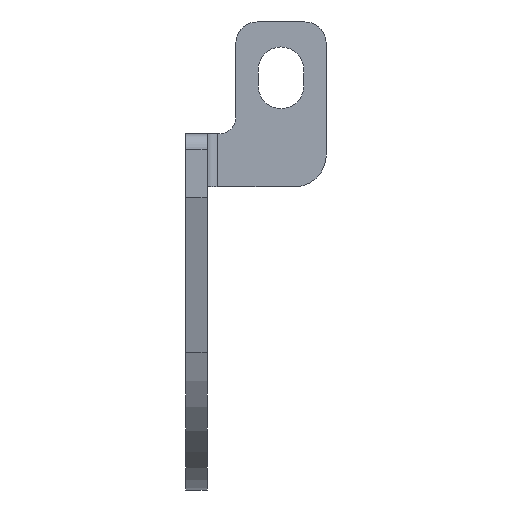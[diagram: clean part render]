
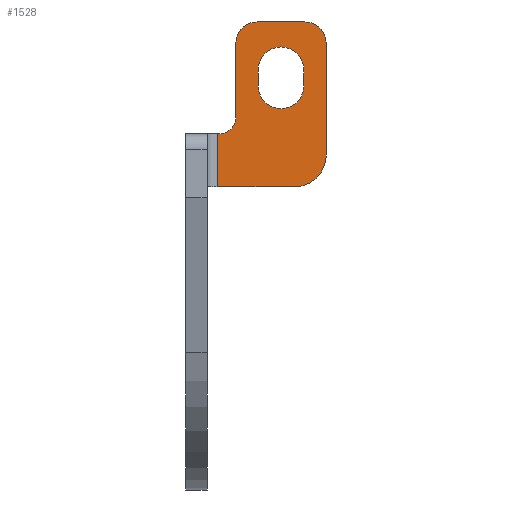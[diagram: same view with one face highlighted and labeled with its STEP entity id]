
A CAD part, front view. The second image highlights one B-rep face of the part: STEP entity #1528.
In plain terms, the highlighted planar face has unit normal (0, -1, 0).
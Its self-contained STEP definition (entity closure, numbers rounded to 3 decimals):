
#302=AXIS2_PLACEMENT_3D('Circle Axis2P3D',#300,#301,$) ;
#397=AXIS2_PLACEMENT_3D('Circle Axis2P3D',#395,#396,$) ;
#516=AXIS2_PLACEMENT_3D('Circle Axis2P3D',#514,#515,$) ;
#571=AXIS2_PLACEMENT_3D('Circle Axis2P3D',#569,#570,$) ;
#1475=AXIS2_PLACEMENT_3D('Plane Axis2P3D',#1472,#1473,#1474) ;
#1505=AXIS2_PLACEMENT_3D('Circle Axis2P3D',#1503,#1504,$) ;
#1519=AXIS2_PLACEMENT_3D('Circle Axis2P3D',#1517,#1518,$) ;
#262=CARTESIAN_POINT('Vertex',(3.,3.5,33.5)) ;
#265=CARTESIAN_POINT('Line Origine',(3.1,3.5,33.5)) ;
#269=CARTESIAN_POINT('Vertex',(3.2,3.5,33.5)) ;
#300=CARTESIAN_POINT('Axis2P3D Location',(3.2,3.5,35.)) ;
#304=CARTESIAN_POINT('Vertex',(4.7,3.5,35.)) ;
#364=CARTESIAN_POINT('Line Origine',(4.7,3.5,38.5)) ;
#368=CARTESIAN_POINT('Vertex',(4.7,3.5,42.)) ;
#395=CARTESIAN_POINT('Axis2P3D Location',(6.7,3.5,42.)) ;
#399=CARTESIAN_POINT('Vertex',(6.7,3.5,44.)) ;
#476=CARTESIAN_POINT('Line Origine',(8.95,3.5,44.)) ;
#480=CARTESIAN_POINT('Vertex',(11.2,3.5,44.)) ;
#514=CARTESIAN_POINT('Axis2P3D Location',(11.2,3.5,42.)) ;
#518=CARTESIAN_POINT('Vertex',(13.2,3.5,42.)) ;
#538=CARTESIAN_POINT('Line Origine',(13.2,3.5,36.75)) ;
#542=CARTESIAN_POINT('Vertex',(13.2,3.5,31.5)) ;
#569=CARTESIAN_POINT('Axis2P3D Location',(10.2,3.5,31.5)) ;
#573=CARTESIAN_POINT('Vertex',(10.2,3.5,28.5)) ;
#1214=CARTESIAN_POINT('Line Origine',(6.6,3.5,28.5)) ;
#1218=CARTESIAN_POINT('Vertex',(3.,3.5,28.5)) ;
#1472=CARTESIAN_POINT('Axis2P3D Location',(13.2,3.5,28.5)) ;
#1477=CARTESIAN_POINT('Line Origine',(3.,3.5,31.)) ;
#1494=CARTESIAN_POINT('Line Origine',(6.8,3.5,38.75)) ;
#1498=CARTESIAN_POINT('Vertex',(6.8,3.5,38.)) ;
#1500=CARTESIAN_POINT('Vertex',(6.8,3.5,39.5)) ;
#1503=CARTESIAN_POINT('Axis2P3D Location',(8.95,3.5,39.5)) ;
#1507=CARTESIAN_POINT('Vertex',(11.1,3.5,39.5)) ;
#1510=CARTESIAN_POINT('Line Origine',(11.1,3.5,38.75)) ;
#1514=CARTESIAN_POINT('Vertex',(11.1,3.5,38.)) ;
#1517=CARTESIAN_POINT('Axis2P3D Location',(8.95,3.5,38.)) ;
#266=DIRECTION('Vector Direction',(-1.,0.,0.)) ;
#301=DIRECTION('Axis2P3D Direction',(0.,-1.,0.)) ;
#365=DIRECTION('Vector Direction',(0.,0.,-1.)) ;
#396=DIRECTION('Axis2P3D Direction',(0.,1.,0.)) ;
#477=DIRECTION('Vector Direction',(-1.,0.,0.)) ;
#515=DIRECTION('Axis2P3D Direction',(-0.,1.,0.)) ;
#539=DIRECTION('Vector Direction',(0.,0.,1.)) ;
#570=DIRECTION('Axis2P3D Direction',(0.,-1.,0.)) ;
#1215=DIRECTION('Vector Direction',(-1.,0.,0.)) ;
#1473=DIRECTION('Axis2P3D Direction',(0.,-1.,0.)) ;
#1474=DIRECTION('Axis2P3D XDirection',(0.,0.,1.)) ;
#1478=DIRECTION('Vector Direction',(0.,0.,1.)) ;
#1495=DIRECTION('Vector Direction',(0.,0.,1.)) ;
#1504=DIRECTION('Axis2P3D Direction',(0.,-1.,0.)) ;
#1511=DIRECTION('Vector Direction',(0.,0.,1.)) ;
#1518=DIRECTION('Axis2P3D Direction',(0.,-1.,0.)) ;
#267=VECTOR('Line Direction',#266,1.) ;
#366=VECTOR('Line Direction',#365,1.) ;
#478=VECTOR('Line Direction',#477,1.) ;
#540=VECTOR('Line Direction',#539,1.) ;
#1216=VECTOR('Line Direction',#1215,1.) ;
#1479=VECTOR('Line Direction',#1478,1.) ;
#1496=VECTOR('Line Direction',#1495,1.) ;
#1512=VECTOR('Line Direction',#1511,1.) ;
#1483=ORIENTED_EDGE('',*,*,#370,.T.) ;
#1484=ORIENTED_EDGE('',*,*,#306,.T.) ;
#1485=ORIENTED_EDGE('',*,*,#271,.T.) ;
#1486=ORIENTED_EDGE('',*,*,#1481,.T.) ;
#1487=ORIENTED_EDGE('',*,*,#1220,.F.) ;
#1488=ORIENTED_EDGE('',*,*,#575,.F.) ;
#1489=ORIENTED_EDGE('',*,*,#544,.T.) ;
#1490=ORIENTED_EDGE('',*,*,#520,.F.) ;
#1491=ORIENTED_EDGE('',*,*,#482,.T.) ;
#1492=ORIENTED_EDGE('',*,*,#401,.F.) ;
#1523=ORIENTED_EDGE('',*,*,#1502,.T.) ;
#1524=ORIENTED_EDGE('',*,*,#1509,.F.) ;
#1525=ORIENTED_EDGE('',*,*,#1516,.F.) ;
#1526=ORIENTED_EDGE('',*,*,#1521,.F.) ;
#1527=FACE_BOUND('',#1522,.T.) ;
#1528=ADVANCED_FACE('Hauptkoerper',(#1493,#1527),#1476,.T.) ;
#303=CIRCLE('generated circle',#302,1.5) ;
#398=CIRCLE('generated circle',#397,2.) ;
#517=CIRCLE('generated circle',#516,2.) ;
#572=CIRCLE('generated circle',#571,3.) ;
#1506=CIRCLE('generated circle',#1505,2.15) ;
#1520=CIRCLE('generated circle',#1519,2.15) ;
#271=EDGE_CURVE('',#270,#263,#268,.T.) ;
#306=EDGE_CURVE('',#305,#270,#303,.F.) ;
#370=EDGE_CURVE('',#369,#305,#367,.T.) ;
#401=EDGE_CURVE('',#369,#400,#398,.T.) ;
#482=EDGE_CURVE('',#481,#400,#479,.T.) ;
#520=EDGE_CURVE('',#481,#519,#517,.T.) ;
#544=EDGE_CURVE('',#543,#519,#541,.T.) ;
#575=EDGE_CURVE('',#543,#574,#572,.F.) ;
#1220=EDGE_CURVE('',#574,#1219,#1217,.T.) ;
#1481=EDGE_CURVE('',#263,#1219,#1480,.F.) ;
#1502=EDGE_CURVE('',#1499,#1501,#1497,.T.) ;
#1509=EDGE_CURVE('',#1508,#1501,#1506,.T.) ;
#1516=EDGE_CURVE('',#1515,#1508,#1513,.T.) ;
#1521=EDGE_CURVE('',#1499,#1515,#1520,.T.) ;
#1482=EDGE_LOOP('',(#1483,#1484,#1485,#1486,#1487,#1488,#1489,#1490,#1491,#1492)) ;
#1522=EDGE_LOOP('',(#1523,#1524,#1525,#1526)) ;
#1493=FACE_OUTER_BOUND('',#1482,.T.) ;
#268=LINE('Line',#265,#267) ;
#367=LINE('Line',#364,#366) ;
#479=LINE('Line',#476,#478) ;
#541=LINE('Line',#538,#540) ;
#1217=LINE('Line',#1214,#1216) ;
#1480=LINE('Line',#1477,#1479) ;
#1497=LINE('Line',#1494,#1496) ;
#1513=LINE('Line',#1510,#1512) ;
#1476=PLANE('',#1475) ;
#263=VERTEX_POINT('',#262) ;
#270=VERTEX_POINT('',#269) ;
#305=VERTEX_POINT('',#304) ;
#369=VERTEX_POINT('',#368) ;
#400=VERTEX_POINT('',#399) ;
#481=VERTEX_POINT('',#480) ;
#519=VERTEX_POINT('',#518) ;
#543=VERTEX_POINT('',#542) ;
#574=VERTEX_POINT('',#573) ;
#1219=VERTEX_POINT('',#1218) ;
#1499=VERTEX_POINT('',#1498) ;
#1501=VERTEX_POINT('',#1500) ;
#1508=VERTEX_POINT('',#1507) ;
#1515=VERTEX_POINT('',#1514) ;
